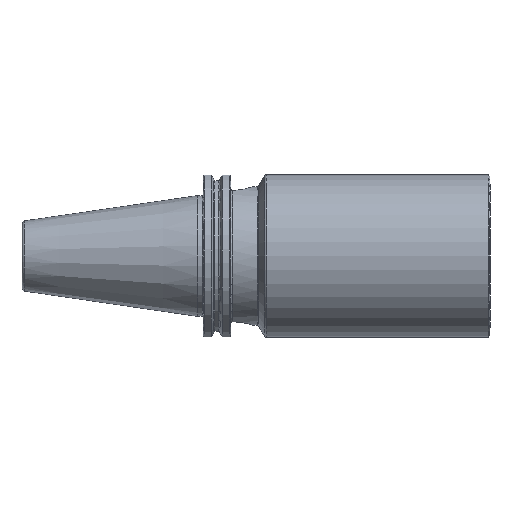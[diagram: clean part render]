
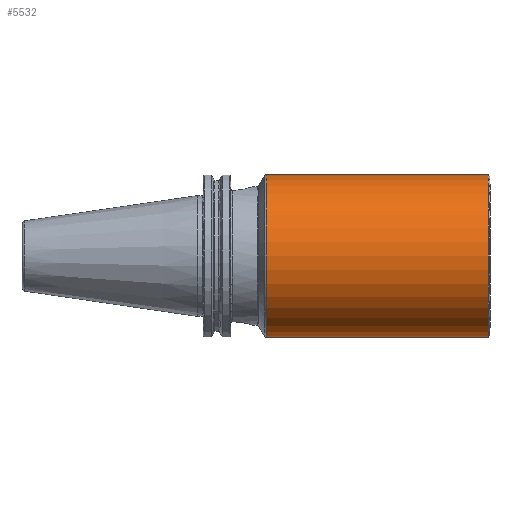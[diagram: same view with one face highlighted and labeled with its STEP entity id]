
A CAD part, front view. The second image highlights one B-rep face of the part: STEP entity #5532.
In plain terms, the highlighted cylindrical face has radius 47 mm (diameter 94 mm), a partial arc.
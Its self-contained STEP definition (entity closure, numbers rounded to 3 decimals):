
#389 = DIRECTION ( 'NONE',  ( 0., 1., 0. ) ) ;
#550 = CARTESIAN_POINT ( 'NONE',  ( -110.319, 0., -47. ) ) ;
#757 = AXIS2_PLACEMENT_3D ( 'NONE', #1620, #5553, #6023 ) ;
#795 = CARTESIAN_POINT ( 'NONE',  ( 168.2, 0., 0. ) ) ;
#834 = CYLINDRICAL_SURFACE ( 'NONE', #757, 47. ) ;
#850 = CARTESIAN_POINT ( 'NONE',  ( 168.2, 0., 47. ) ) ;
#862 = DIRECTION ( 'NONE',  ( 1., 0., 0. ) ) ;
#932 = DIRECTION ( 'NONE',  ( 0., 1., 0. ) ) ;
#951 = CARTESIAN_POINT ( 'NONE',  ( -110.319, 0., 47. ) ) ;
#1121 = VERTEX_POINT ( 'NONE', #1779 ) ;
#1140 = EDGE_CURVE ( 'NONE', #5331, #1121, #3947, .T. ) ;
#1247 = EDGE_CURVE ( 'NONE', #3380, #4648, #6074, .T. ) ;
#1288 = LINE ( 'NONE', #550, #6355 ) ;
#1620 = CARTESIAN_POINT ( 'NONE',  ( -110.319, 0., 0. ) ) ;
#1714 = ORIENTED_EDGE ( 'NONE', *, *, #3243, .F. ) ;
#1779 = CARTESIAN_POINT ( 'NONE',  ( 168.2, 0., -47. ) ) ;
#1816 = EDGE_LOOP ( 'NONE', ( #5078, #3330, #1714, #3439, #2523 ) ) ;
#1925 = CARTESIAN_POINT ( 'NONE',  ( 39.619, 0., 0. ) ) ;
#1945 = AXIS2_PLACEMENT_3D ( 'NONE', #1925, #2187, #2247 ) ;
#1972 = DIRECTION ( 'NONE',  ( -1., 0., 0. ) ) ;
#2179 = LINE ( 'NONE', #951, #5311 ) ;
#2187 = DIRECTION ( 'NONE',  ( -1., 0., 0. ) ) ;
#2247 = DIRECTION ( 'NONE',  ( 0., 0., 1. ) ) ;
#2419 = EDGE_CURVE ( 'NONE', #1121, #3380, #1288, .T. ) ;
#2523 = ORIENTED_EDGE ( 'NONE', *, *, #1247, .F. ) ;
#3243 = EDGE_CURVE ( 'NONE', #4578, #5331, #4265, .T. ) ;
#3330 = ORIENTED_EDGE ( 'NONE', *, *, #1140, .F. ) ;
#3351 = DIRECTION ( 'NONE',  ( 1., 0., 0. ) ) ;
#3380 = VERTEX_POINT ( 'NONE', #3535 ) ;
#3418 = CARTESIAN_POINT ( 'NONE',  ( 168.2, -47., 0. ) ) ;
#3439 = ORIENTED_EDGE ( 'NONE', *, *, #4167, .T. ) ;
#3535 = CARTESIAN_POINT ( 'NONE',  ( 39.619, 0., -47. ) ) ;
#3947 = CIRCLE ( 'NONE', #5684, 47. ) ;
#4019 = DIRECTION ( 'NONE',  ( -1., 0., 0. ) ) ;
#4167 = EDGE_CURVE ( 'NONE', #4578, #4648, #2179, .T. ) ;
#4260 = AXIS2_PLACEMENT_3D ( 'NONE', #6271, #3351, #389 ) ;
#4265 = CIRCLE ( 'NONE', #4260, 47. ) ;
#4578 = VERTEX_POINT ( 'NONE', #850 ) ;
#4648 = VERTEX_POINT ( 'NONE', #5410 ) ;
#5078 = ORIENTED_EDGE ( 'NONE', *, *, #2419, .F. ) ;
#5088 = FACE_OUTER_BOUND ( 'NONE', #1816, .T. ) ;
#5311 = VECTOR ( 'NONE', #1972, 1000. ) ;
#5331 = VERTEX_POINT ( 'NONE', #3418 ) ;
#5410 = CARTESIAN_POINT ( 'NONE',  ( 39.619, 0., 47. ) ) ;
#5532 = ADVANCED_FACE ( 'NONE', ( #5088 ), #834, .T. ) ;
#5553 = DIRECTION ( 'NONE',  ( -1., 0., 0. ) ) ;
#5684 = AXIS2_PLACEMENT_3D ( 'NONE', #795, #862, #932 ) ;
#6023 = DIRECTION ( 'NONE',  ( 0., 0., 1. ) ) ;
#6074 = CIRCLE ( 'NONE', #1945, 47. ) ;
#6271 = CARTESIAN_POINT ( 'NONE',  ( 168.2, 0., 0. ) ) ;
#6355 = VECTOR ( 'NONE', #4019, 1000. ) ;
